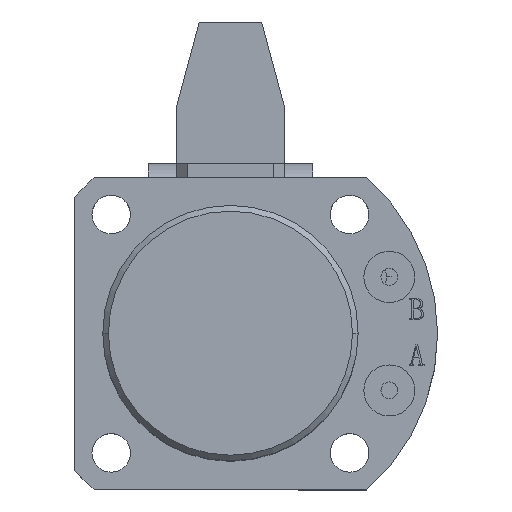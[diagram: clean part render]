
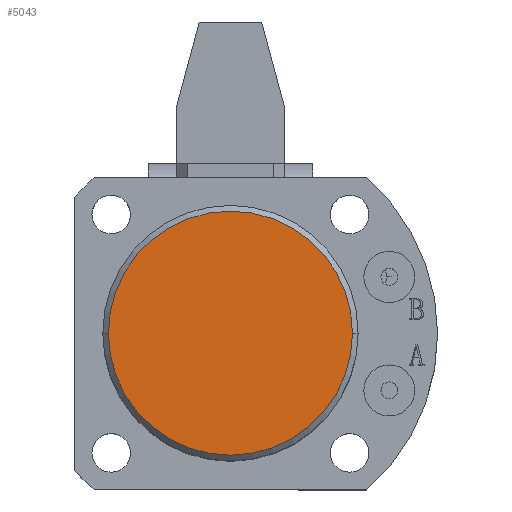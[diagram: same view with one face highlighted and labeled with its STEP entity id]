
A CAD part, top view. The second image highlights one B-rep face of the part: STEP entity #5043.
In plain terms, the highlighted planar face has unit normal (0, 0, 1).
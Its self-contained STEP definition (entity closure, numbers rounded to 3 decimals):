
#314 = CIRCLE ( 'NONE', #8569, 21.5 ) ;
#2077 = CARTESIAN_POINT ( 'NONE',  ( 0., 0., 76. ) ) ;
#2078 = DIRECTION ( 'NONE',  ( 0., 0., 1. ) ) ;
#2079 = DIRECTION ( 'NONE',  ( 1., 0., 0. ) ) ;
#2695 = CARTESIAN_POINT ( 'NONE',  ( -21.5, 0., 76. ) ) ;
#2722 = CARTESIAN_POINT ( 'NONE',  ( 21.5, 0., 76. ) ) ;
#2879 = CARTESIAN_POINT ( 'NONE',  ( 0., 0., 76. ) ) ;
#2880 = DIRECTION ( 'NONE',  ( 0., 0., 1. ) ) ;
#2881 = DIRECTION ( 'NONE',  ( 1., 0., 0. ) ) ;
#4752 = EDGE_LOOP ( 'NONE', ( #8252, #8164 ) ) ;
#5043 = ADVANCED_FACE ( 'NONE', ( #7986 ), #8974, .T. ) ;
#5512 = EDGE_CURVE ( 'NONE', #7581, #7577, #10182, .T. ) ;
#5778 = AXIS2_PLACEMENT_3D ( 'NONE', #8967, #8976, #8977 ) ;
#7577 = VERTEX_POINT ( 'NONE', #2695 ) ;
#7581 = VERTEX_POINT ( 'NONE', #2722 ) ;
#7986 = FACE_OUTER_BOUND ( 'NONE', #4752, .T. ) ;
#8164 = ORIENTED_EDGE ( 'NONE', *, *, #5512, .T. ) ;
#8252 = ORIENTED_EDGE ( 'NONE', *, *, #10281, .T. ) ;
#8478 = AXIS2_PLACEMENT_3D ( 'NONE', #2077, #2078, #2079 ) ;
#8569 = AXIS2_PLACEMENT_3D ( 'NONE', #2879, #2880, #2881 ) ;
#8967 = CARTESIAN_POINT ( 'NONE',  ( 0., 0., 76. ) ) ;
#8974 = PLANE ( 'NONE',  #5778 ) ;
#8976 = DIRECTION ( 'NONE',  ( 0., 0., 1. ) ) ;
#8977 = DIRECTION ( 'NONE',  ( 1., 0., 0. ) ) ;
#10182 = CIRCLE ( 'NONE', #8478, 21.5 ) ;
#10281 = EDGE_CURVE ( 'NONE', #7577, #7581, #314, .T. ) ;
